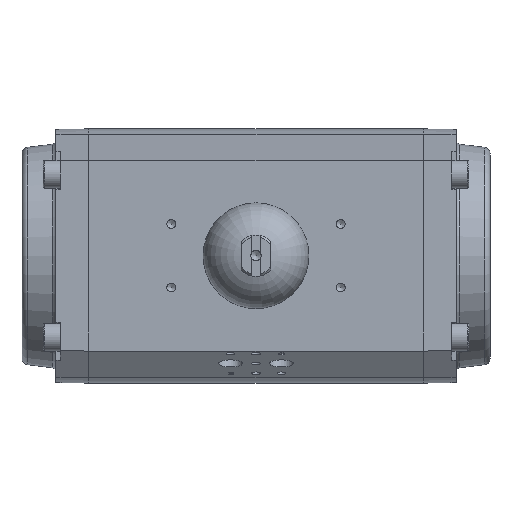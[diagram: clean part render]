
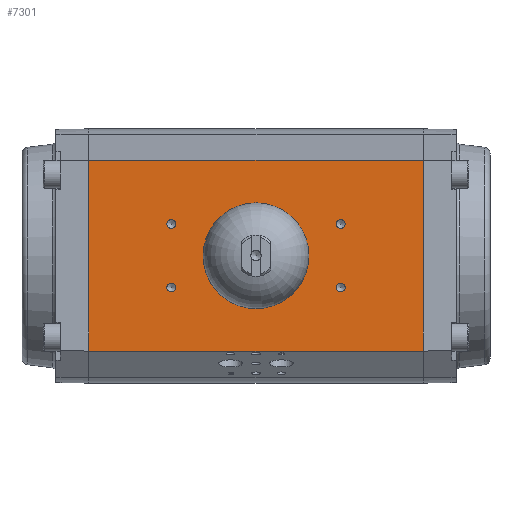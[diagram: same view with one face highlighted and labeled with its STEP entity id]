
A CAD part, top view. The second image highlights one B-rep face of the part: STEP entity #7301.
In plain terms, the highlighted planar face has unit normal (0, 0, 1).
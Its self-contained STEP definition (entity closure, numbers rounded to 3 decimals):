
#181=LINE('',#9677,#681);
#182=LINE('',#9680,#682);
#183=LINE('',#9682,#683);
#184=LINE('',#9684,#684);
#681=VECTOR('',#8221,1000.);
#682=VECTOR('',#8222,1000.);
#683=VECTOR('',#8223,1000.);
#684=VECTOR('',#8224,1000.);
#1169=PLANE('',#7657);
#1536=ORIENTED_EDGE('',*,*,#2844,.T.);
#1537=ORIENTED_EDGE('',*,*,#2845,.T.);
#1538=ORIENTED_EDGE('',*,*,#2846,.T.);
#1539=ORIENTED_EDGE('',*,*,#2847,.T.);
#1540=ORIENTED_EDGE('',*,*,#2843,.F.);
#1541=ORIENTED_EDGE('',*,*,#2848,.T.);
#1542=ORIENTED_EDGE('',*,*,#2849,.T.);
#1543=ORIENTED_EDGE('',*,*,#2850,.T.);
#1544=ORIENTED_EDGE('',*,*,#2851,.T.);
#2843=EDGE_CURVE('',#3512,#3512,#3994,.T.);
#2844=EDGE_CURVE('',#3513,#3513,#3995,.F.);
#2845=EDGE_CURVE('',#3514,#3514,#3996,.F.);
#2846=EDGE_CURVE('',#3515,#3515,#3997,.F.);
#2847=EDGE_CURVE('',#3516,#3516,#3998,.F.);
#2848=EDGE_CURVE('',#3517,#3518,#181,.F.);
#2849=EDGE_CURVE('',#3518,#3519,#182,.T.);
#2850=EDGE_CURVE('',#3519,#3520,#183,.T.);
#2851=EDGE_CURVE('',#3520,#3517,#184,.F.);
#3512=VERTEX_POINT('',#9667);
#3513=VERTEX_POINT('',#9670);
#3514=VERTEX_POINT('',#9672);
#3515=VERTEX_POINT('',#9674);
#3516=VERTEX_POINT('',#9676);
#3517=VERTEX_POINT('',#9678);
#3518=VERTEX_POINT('',#9679);
#3519=VERTEX_POINT('',#9681);
#3520=VERTEX_POINT('',#9683);
#3994=CIRCLE('',#7656,17.5);
#3995=CIRCLE('',#7658,2.067);
#3996=CIRCLE('',#7659,2.067);
#3997=CIRCLE('',#7660,2.067);
#3998=CIRCLE('',#7661,2.067);
#4156=EDGE_LOOP('',(#1536));
#4157=EDGE_LOOP('',(#1537));
#4158=EDGE_LOOP('',(#1538));
#4159=EDGE_LOOP('',(#1539));
#4160=EDGE_LOOP('',(#1540));
#4161=EDGE_LOOP('',(#1541,#1542,#1543,#1544));
#4594=FACE_BOUND('',#4156,.T.);
#4595=FACE_BOUND('',#4157,.T.);
#4596=FACE_BOUND('',#4158,.T.);
#4597=FACE_BOUND('',#4159,.T.);
#4598=FACE_BOUND('',#4160,.T.);
#4599=FACE_BOUND('',#4161,.T.);
#7301=ADVANCED_FACE('',(#4594,#4595,#4596,#4597,#4598,#4599),#1169,.T.);
#7656=AXIS2_PLACEMENT_3D('',#9666,#8209,#8210);
#7657=AXIS2_PLACEMENT_3D('',#9668,#8211,#8212);
#7658=AXIS2_PLACEMENT_3D('',#9669,#8213,#8214);
#7659=AXIS2_PLACEMENT_3D('',#9671,#8215,#8216);
#7660=AXIS2_PLACEMENT_3D('',#9673,#8217,#8218);
#7661=AXIS2_PLACEMENT_3D('',#9675,#8219,#8220);
#8209=DIRECTION('',(0.,0.,1.));
#8210=DIRECTION('',(1.,0.,0.));
#8211=DIRECTION('',(0.,0.,1.));
#8212=DIRECTION('',(1.,0.,0.));
#8213=DIRECTION('',(0.,0.,1.));
#8214=DIRECTION('',(1.,0.,0.));
#8215=DIRECTION('',(0.,0.,1.));
#8216=DIRECTION('',(1.,0.,0.));
#8217=DIRECTION('',(0.,0.,1.));
#8218=DIRECTION('',(1.,0.,0.));
#8219=DIRECTION('',(0.,0.,1.));
#8220=DIRECTION('',(1.,0.,0.));
#8221=DIRECTION('',(0.,1.,0.));
#8222=DIRECTION('',(1.,0.,0.));
#8223=DIRECTION('',(0.,1.,0.));
#8224=DIRECTION('',(1.,0.,0.));
#9666=CARTESIAN_POINT('',(0.,0.,70.));
#9667=CARTESIAN_POINT('',(17.5,0.,70.));
#9668=CARTESIAN_POINT('',(0.,0.,70.));
#9669=CARTESIAN_POINT('',(-40.,15.,70.));
#9670=CARTESIAN_POINT('',(-37.933,15.,70.));
#9671=CARTESIAN_POINT('',(40.,15.,70.));
#9672=CARTESIAN_POINT('',(42.067,15.,70.));
#9673=CARTESIAN_POINT('',(40.,-15.,70.));
#9674=CARTESIAN_POINT('',(42.067,-15.,70.));
#9675=CARTESIAN_POINT('',(-40.,-15.,70.));
#9676=CARTESIAN_POINT('',(-37.933,-15.,70.));
#9677=CARTESIAN_POINT('',(-79.,0.,70.));
#9678=CARTESIAN_POINT('',(-79.,45.,70.));
#9679=CARTESIAN_POINT('',(-79.,-45.,70.));
#9680=CARTESIAN_POINT('',(0.,-45.,70.));
#9681=CARTESIAN_POINT('',(79.,-45.,70.));
#9682=CARTESIAN_POINT('',(79.,0.,70.));
#9683=CARTESIAN_POINT('',(79.,45.,70.));
#9684=CARTESIAN_POINT('',(0.,45.,70.));
